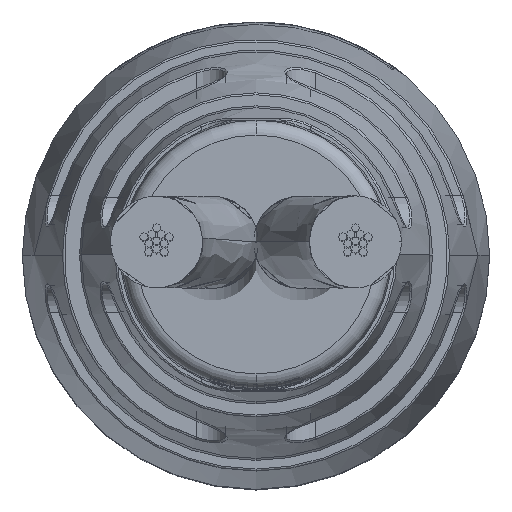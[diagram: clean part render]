
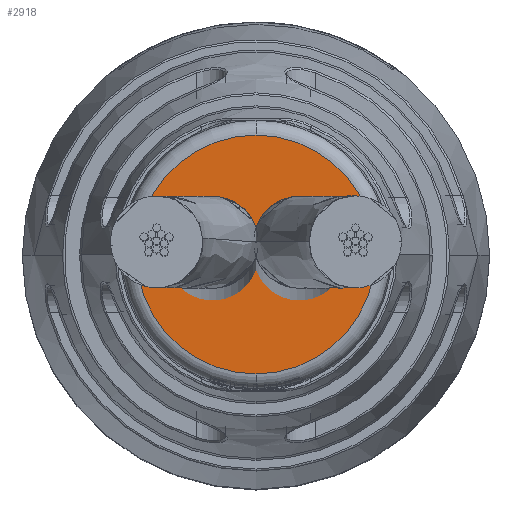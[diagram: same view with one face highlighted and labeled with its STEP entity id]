
A CAD part, top view. The second image highlights one B-rep face of the part: STEP entity #2918.
In plain terms, the highlighted face is planar.
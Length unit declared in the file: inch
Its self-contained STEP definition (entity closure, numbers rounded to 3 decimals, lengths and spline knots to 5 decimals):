
#527 = EDGE_CURVE ( 'NONE', #21073, #19956, #4166, .T. ) ;
#1615 = CARTESIAN_POINT ( 'NONE',  ( -1.14173, 0., 0. ) ) ;
#2918 = ADVANCED_FACE ( 'NONE', ( #18365 ), #16271, .F. ) ;
#4166 = CIRCLE ( 'NONE', #20994, 0.09456 ) ;
#6346 = DIRECTION ( 'NONE',  ( 0., 0., -1. ) ) ;
#8043 = CARTESIAN_POINT ( 'NONE',  ( -1.14173, 0., -0.09456 ) ) ;
#10053 = EDGE_LOOP ( 'NONE', ( #18990, #16832 ) ) ;
#10797 = EDGE_CURVE ( 'NONE', #19956, #21073, #14878, .T. ) ;
#11899 = CARTESIAN_POINT ( 'NONE',  ( -1.14173, 0., 0.09456 ) ) ;
#14878 = CIRCLE ( 'NONE', #26045, 0.09456 ) ;
#16231 = DIRECTION ( 'NONE',  ( 0., 0., -1. ) ) ;
#16271 = PLANE ( 'NONE',  #26992 ) ;
#16323 = CARTESIAN_POINT ( 'NONE',  ( -1.14173, 0.1063, 0. ) ) ;
#16832 = ORIENTED_EDGE ( 'NONE', *, *, #527, .T. ) ;
#17008 = DIRECTION ( 'NONE',  ( 1., 0., 0. ) ) ;
#18365 = FACE_OUTER_BOUND ( 'NONE', #10053, .T. ) ;
#18990 = ORIENTED_EDGE ( 'NONE', *, *, #10797, .T. ) ;
#19956 = VERTEX_POINT ( 'NONE', #11899 ) ;
#20994 = AXIS2_PLACEMENT_3D ( 'NONE', #24425, #24395, #24361 ) ;
#21073 = VERTEX_POINT ( 'NONE', #8043 ) ;
#24361 = DIRECTION ( 'NONE',  ( 0., 0., -1. ) ) ;
#24395 = DIRECTION ( 'NONE',  ( -1., 0., 0. ) ) ;
#24425 = CARTESIAN_POINT ( 'NONE',  ( -1.14173, 0., 0. ) ) ;
#25573 = DIRECTION ( 'NONE',  ( -1., 0., 0. ) ) ;
#26045 = AXIS2_PLACEMENT_3D ( 'NONE', #1615, #25573, #6346 ) ;
#26992 = AXIS2_PLACEMENT_3D ( 'NONE', #16323, #17008, #16231 ) ;
